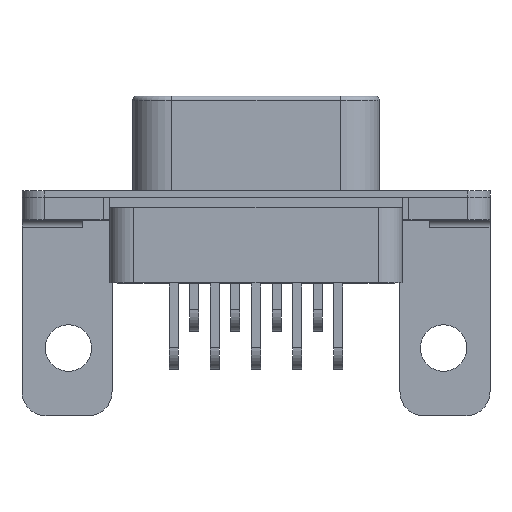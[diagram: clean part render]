
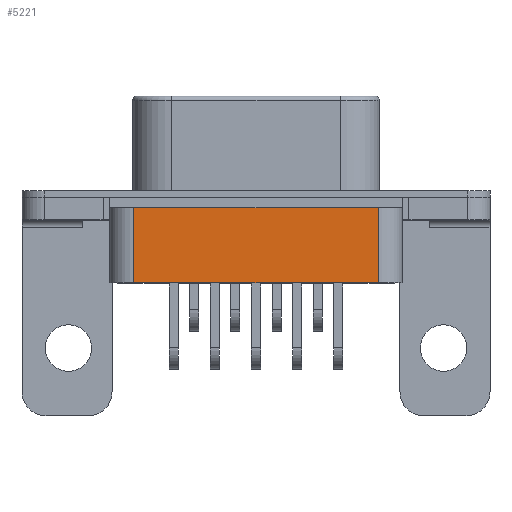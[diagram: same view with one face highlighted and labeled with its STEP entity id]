
A CAD part, top view. The second image highlights one B-rep face of the part: STEP entity #5221.
In plain terms, the highlighted planar face has unit normal (0, 0, 1).
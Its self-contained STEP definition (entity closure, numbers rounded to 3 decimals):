
#5163=CARTESIAN_POINT('',(8.15,9.33,8.9));
#5164=VERTEX_POINT('',#5163);
#5172=CARTESIAN_POINT('',(8.15,4.33,8.9));
#5173=VERTEX_POINT('',#5172);
#5174=CARTESIAN_POINT('',(8.15,4.33,8.9));
#5175=DIRECTION('',(0.0,1.0,0.0));
#5176=VECTOR('',#5175,5.);
#5177=LINE('',#5174,#5176);
#5178=EDGE_CURVE('',#5173,#5164,#5177,.T.);
#5191=CARTESIAN_POINT('',(8.15,4.33,8.9));
#5192=DIRECTION('',(0.0,0.0,1.0));
#5193=DIRECTION('',(1.0,0.0,0.0));
#5194=AXIS2_PLACEMENT_3D('',#5191,#5192,#5193);
#5195=PLANE('',#5194);
#5196=CARTESIAN_POINT('',(-8.15,9.33,8.9));
#5197=VERTEX_POINT('',#5196);
#5198=CARTESIAN_POINT('',(8.15,9.33,8.9));
#5199=DIRECTION('',(-1.0,0.0,0.0));
#5200=VECTOR('',#5199,16.3);
#5201=LINE('',#5198,#5200);
#5202=EDGE_CURVE('',#5164,#5197,#5201,.T.);
#5203=ORIENTED_EDGE('',*,*,#5202,.T.);
#5204=CARTESIAN_POINT('',(-8.15,4.33,8.9));
#5205=VERTEX_POINT('',#5204);
#5206=CARTESIAN_POINT('',(-8.15,4.33,8.9));
#5207=DIRECTION('',(0.0,1.0,0.0));
#5208=VECTOR('',#5207,5.);
#5209=LINE('',#5206,#5208);
#5210=EDGE_CURVE('',#5205,#5197,#5209,.T.);
#5211=ORIENTED_EDGE('',*,*,#5210,.F.);
#5212=CARTESIAN_POINT('',(8.15,4.33,8.9));
#5213=DIRECTION('',(-1.0,0.0,0.0));
#5214=VECTOR('',#5213,16.3);
#5215=LINE('',#5212,#5214);
#5216=EDGE_CURVE('',#5173,#5205,#5215,.T.);
#5217=ORIENTED_EDGE('',*,*,#5216,.F.);
#5218=ORIENTED_EDGE('',*,*,#5178,.T.);
#5219=EDGE_LOOP('',(#5203,#5211,#5217,#5218));
#5220=FACE_OUTER_BOUND('',#5219,.T.);
#5221=ADVANCED_FACE('',(#5220),#5195,.T.);
